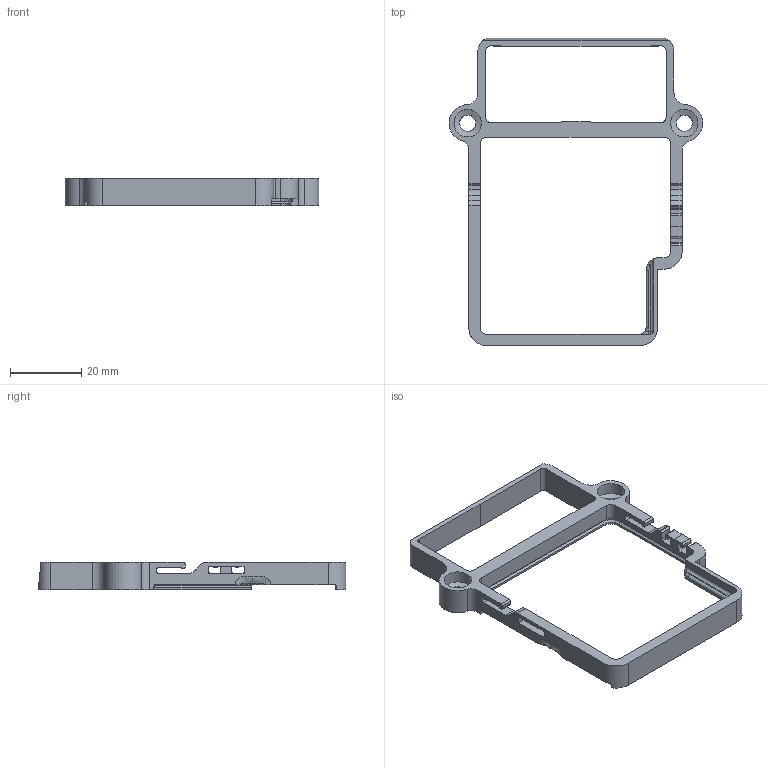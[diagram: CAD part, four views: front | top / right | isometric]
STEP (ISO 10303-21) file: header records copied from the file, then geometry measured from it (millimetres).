
FILE_DESCRIPTION(/* description */ (''),/* implementation_level */ '2;1');
FILE_NAME(/* name */ 'clip_big_batt.step',/* time_stamp */ '2020-04-24T13:14:34+02:00',/* author */ (''),/* organization */ (''),/* preprocessor_version */ 'ST-DEVELOPER v18.1',/* originating_system */ 'Autodesk Translation Framework v9.2.0.1227',/* authorisation */ '');
FILE_SCHEMA (('AUTOMOTIVE_DESIGN { 1 0 10303 214 3 1 1 }'));
Length unit declared in the file: millimetre
Products named in the file (1): Case_ClipFull3D_noLegs_6000mAh
Bounding box: 71.18 x 86.29 x 7.6 mm (x, y, z)
Volume: 6353.1 mm3; surface area: 7344 mm2
Topology: 1 solids, 1 shells, 175 faces, 490 edges, 317 vertices
Faces by surface type: plane 83, cylinder 77, bspline 6, cone 6, torus 2, sphere 1
Full cylindrical faces by diameter (mm): 4.5 x2, 7.7 x2
Entity records: 5951 total; most frequent: CARTESIAN_POINT 1309, ORIENTED_EDGE 978, DIRECTION 974, EDGE_CURVE 489, AXIS2_PLACEMENT_3D 332, VERTEX_POINT 317, LINE 310, VECTOR 310
